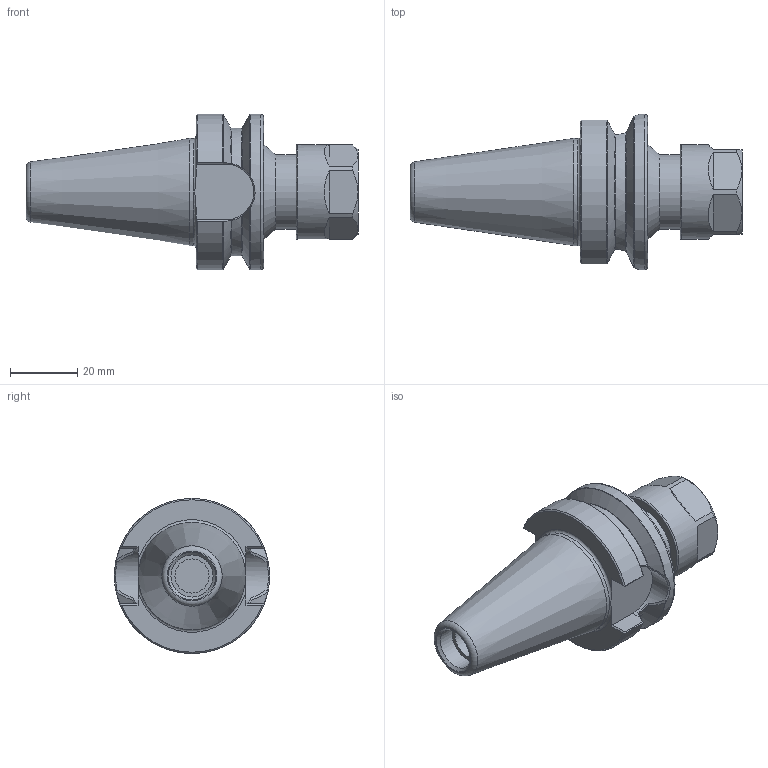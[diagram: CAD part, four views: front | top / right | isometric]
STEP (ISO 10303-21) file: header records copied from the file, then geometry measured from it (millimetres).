
FILE_DESCRIPTION(/* description */ (''),/* implementation_level */ '2;1');
FILE_NAME(/* name */ 'BT30-ER16-50-REV1.stp',/* time_stamp */ '2016-05-19T23:06:39-05:00',/* author */ ('Me'),/* organization */ (''),/* preprocessor_version */ 'ST-DEVELOPER v15.6',/* originating_system */ 'Autodesk Inventor 2015',/* authorisation */ '');
FILE_SCHEMA (('AUTOMOTIVE_DESIGN { 1 0 10303 214 3 1 1 }'));
Length unit declared in the file: inch
Products named in the file (1): BT30-ER16-50-REV1
Bounding box: 98.4 x 46 x 46 mm (x, y, z)
Volume: 63302.5 mm3; surface area: 14067.8 mm2
Topology: 1 solids, 1 shells, 106 faces, 300 edges, 200 vertices
Faces by surface type: plane 40, bspline 26, cone 15, torus 13, cylinder 12
Full cylindrical faces by diameter (mm): 10.109 x1, 12.5 x1, 22 x1, 28 x1, 31.75 x1, 46 x1
Entity records: 4286 total; most frequent: CARTESIAN_POINT 1809, ORIENTED_EDGE 562, DIRECTION 368, EDGE_CURVE 281, VERTEX_POINT 195, AXIS2_PLACEMENT_3D 152, B_SPLINE_CURVE_WITH_KNOTS 130, EDGE_LOOP 124
